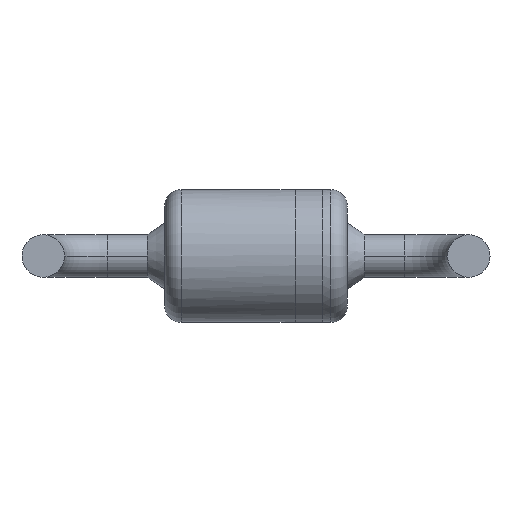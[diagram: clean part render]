
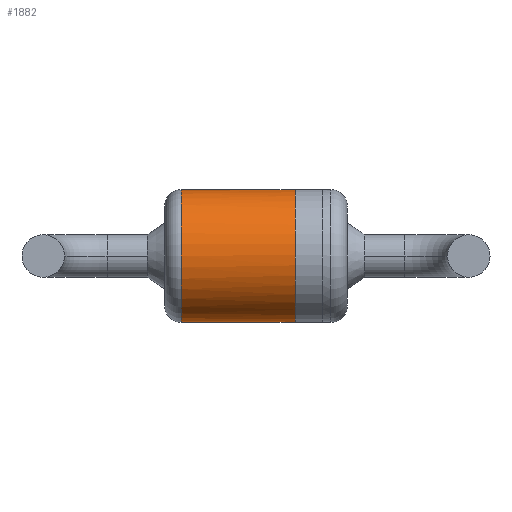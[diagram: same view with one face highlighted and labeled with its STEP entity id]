
A CAD part, front view. The second image highlights one B-rep face of the part: STEP entity #1882.
In plain terms, the highlighted cylindrical face has radius 0.792 mm (diameter 1.585 mm), a partial arc.
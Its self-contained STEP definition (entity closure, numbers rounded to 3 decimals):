
#69 = CARTESIAN_POINT ( 'NONE',  ( 3.007, 1., 0.207 ) ) ;
#113 = CARTESIAN_POINT ( 'NONE',  ( 1.648, 1.793, 0. ) ) ;
#137 = VERTEX_POINT ( 'NONE', #1043 ) ;
#301 = AXIS2_PLACEMENT_3D ( 'NONE', #1748, #3096, #621 ) ;
#407 = CARTESIAN_POINT ( 'NONE',  ( 3.007, 1.793, 0.792 ) ) ;
#418 = CARTESIAN_POINT ( 'NONE',  ( 3.007, 1.585, 0.792 ) ) ;
#462 = CARTESIAN_POINT ( 'NONE',  ( 3.007, 1.379, -0.707 ) ) ;
#465 = VERTEX_POINT ( 'NONE', #407 ) ;
#621 = DIRECTION ( 'NONE',  ( 0., 0., 1. ) ) ;
#756 = DIRECTION ( 'NONE',  ( -1., 0., 0. ) ) ;
#944 = EDGE_CURVE ( 'NONE', #465, #4155, #2794, .T. ) ;
#995 = EDGE_LOOP ( 'NONE', ( #3856, #4131, #2765, #3970 ) ) ;
#1043 = CARTESIAN_POINT ( 'NONE',  ( 3.007, 1.793, -0.792 ) ) ;
#1150 = DIRECTION ( 'NONE',  ( 0., 0., 1. ) ) ;
#1267 = AXIS2_PLACEMENT_3D ( 'NONE', #113, #4188, #1150 ) ;
#1297 = DIRECTION ( 'NONE',  ( -1., 0., 0. ) ) ;
#1408 = CARTESIAN_POINT ( 'NONE',  ( 3.007, 1.585, -0.792 ) ) ;
#1488 = CIRCLE ( 'NONE', #1267, 0.793 ) ;
#1732 = B_SPLINE_CURVE_WITH_KNOTS ( 'NONE', 3,
 ( #3852, #1408, #462, #2129, #4177, #69, #3467, #1814, #418, #1842 ),
 .UNSPECIFIED., .F., .F.,
 ( 4, 2, 2, 2, 4 ),
 ( 0.5, 0.625, 0.75, 0.875, 1. ),
 .UNSPECIFIED. ) ;
#1748 = CARTESIAN_POINT ( 'NONE',  ( 1.24, 1.793, 0. ) ) ;
#1814 = CARTESIAN_POINT ( 'NONE',  ( 3.007, 1.379, 0.707 ) ) ;
#1842 = CARTESIAN_POINT ( 'NONE',  ( 3.007, 1.793, 0.792 ) ) ;
#1882 = ADVANCED_FACE ( 'NONE', ( #3360 ), #4085, .T. ) ;
#2063 = CARTESIAN_POINT ( 'NONE',  ( 1.24, 1.793, -0.792 ) ) ;
#2129 = CARTESIAN_POINT ( 'NONE',  ( 3.007, 1.085, -0.414 ) ) ;
#2444 = CARTESIAN_POINT ( 'NONE',  ( 1.648, 1.793, -0.793 ) ) ;
#2614 = VERTEX_POINT ( 'NONE', #2444 ) ;
#2689 = VECTOR ( 'NONE', #1297, 1000. ) ;
#2765 = ORIENTED_EDGE ( 'NONE', *, *, #944, .T. ) ;
#2794 = LINE ( 'NONE', #4138, #3491 ) ;
#3096 = DIRECTION ( 'NONE',  ( -1., 0., 0. ) ) ;
#3360 = FACE_OUTER_BOUND ( 'NONE', #995, .T. ) ;
#3467 = CARTESIAN_POINT ( 'NONE',  ( 3.007, 1.085, 0.414 ) ) ;
#3491 = VECTOR ( 'NONE', #756, 1000. ) ;
#3645 = EDGE_CURVE ( 'NONE', #2614, #4155, #1488, .T. ) ;
#3852 = CARTESIAN_POINT ( 'NONE',  ( 3.007, 1.793, -0.792 ) ) ;
#3856 = ORIENTED_EDGE ( 'NONE', *, *, #4006, .F. ) ;
#3970 = ORIENTED_EDGE ( 'NONE', *, *, #3645, .F. ) ;
#4006 = EDGE_CURVE ( 'NONE', #137, #2614, #4064, .T. ) ;
#4064 = LINE ( 'NONE', #2063, #2689 ) ;
#4085 = CYLINDRICAL_SURFACE ( 'NONE', #301, 0.792 ) ;
#4131 = ORIENTED_EDGE ( 'NONE', *, *, #4170, .T. ) ;
#4138 = CARTESIAN_POINT ( 'NONE',  ( 1.24, 1.793, 0.792 ) ) ;
#4152 = CARTESIAN_POINT ( 'NONE',  ( 1.648, 1.793, 0.793 ) ) ;
#4155 = VERTEX_POINT ( 'NONE', #4152 ) ;
#4170 = EDGE_CURVE ( 'NONE', #137, #465, #1732, .T. ) ;
#4177 = CARTESIAN_POINT ( 'NONE',  ( 3.007, 1., -0.207 ) ) ;
#4188 = DIRECTION ( 'NONE',  ( -1., 0., 0. ) ) ;
